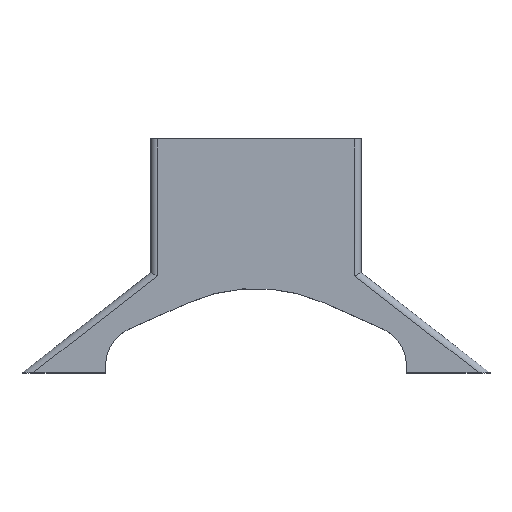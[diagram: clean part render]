
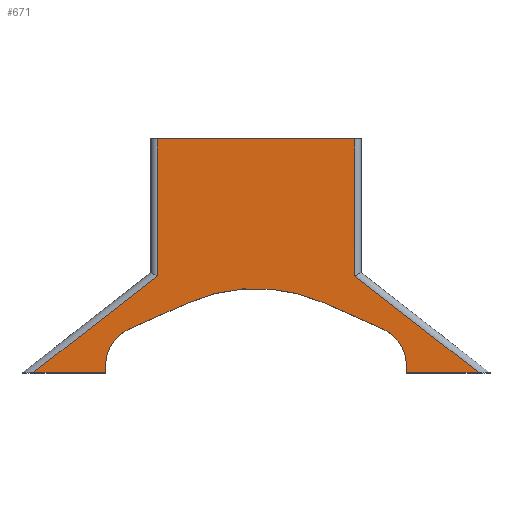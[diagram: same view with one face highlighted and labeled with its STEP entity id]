
A CAD part, top view. The second image highlights one B-rep face of the part: STEP entity #671.
In plain terms, the highlighted planar face has unit normal (0, 0, 1).
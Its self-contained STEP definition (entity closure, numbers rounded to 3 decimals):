
#3 = VERTEX_POINT ( 'NONE', #409 ) ;
#19 = CARTESIAN_POINT ( 'NONE',  ( 76.5, -71.327, 0. ) ) ;
#21 = DIRECTION ( 'NONE',  ( 0., 0., 1. ) ) ;
#22 = EDGE_CURVE ( 'NONE', #112, #160, #477, .T. ) ;
#29 = EDGE_CURVE ( 'NONE', #157, #128, #936, .T. ) ;
#39 = ORIENTED_EDGE ( 'NONE', *, *, #467, .T. ) ;
#43 = CARTESIAN_POINT ( 'NONE',  ( 0., -73.532, 0. ) ) ;
#48 = VERTEX_POINT ( 'NONE', #912 ) ;
#49 = AXIS2_PLACEMENT_3D ( 'NONE', #349, #690, #536 ) ;
#51 = CARTESIAN_POINT ( 'NONE',  ( 2., -44.509, 0. ) ) ;
#58 = VECTOR ( 'NONE', #215, 1000. ) ;
#73 = DIRECTION ( 'NONE',  ( 1., 0., 0. ) ) ;
#87 = LINE ( 'NONE', #121, #58 ) ;
#98 = CARTESIAN_POINT ( 'NONE',  ( -13.5, -71.334, 0. ) ) ;
#108 = ORIENTED_EDGE ( 'NONE', *, *, #544, .T. ) ;
#110 = CIRCLE ( 'NONE', #176, 12. ) ;
#112 = VERTEX_POINT ( 'NONE', #250 ) ;
#119 = EDGE_CURVE ( 'NONE', #48, #792, #237, .T. ) ;
#121 = CARTESIAN_POINT ( 'NONE',  ( 2., 0., 0. ) ) ;
#128 = VERTEX_POINT ( 'NONE', #187 ) ;
#134 = EDGE_CURVE ( 'NONE', #387, #48, #572, .T. ) ;
#142 = VECTOR ( 'NONE', #168, 1000. ) ;
#150 = DIRECTION ( 'NONE',  ( 1., 0., 0. ) ) ;
#157 = VERTEX_POINT ( 'NONE', #844 ) ;
#160 = VERTEX_POINT ( 'NONE', #19 ) ;
#167 = DIRECTION ( 'NONE',  ( -0.789, -0.615, 0. ) ) ;
#168 = DIRECTION ( 'NONE',  ( 0.914, 0.406, 0. ) ) ;
#176 = AXIS2_PLACEMENT_3D ( 'NONE', #232, #666, #150 ) ;
#187 = CARTESIAN_POINT ( 'NONE',  ( 11.243, -52.548, 0. ) ) ;
#203 = DIRECTION ( 'NONE',  ( -0.789, 0.615, 0. ) ) ;
#210 = EDGE_CURVE ( 'NONE', #388, #128, #1035, .T. ) ;
#215 = DIRECTION ( 'NONE',  ( 0., -1., 0. ) ) ;
#232 = CARTESIAN_POINT ( 'NONE',  ( 64.5, -71.327, 0. ) ) ;
#237 = LINE ( 'NONE', #519, #911 ) ;
#249 = ORIENTED_EDGE ( 'NONE', *, *, #134, .T. ) ;
#250 = CARTESIAN_POINT ( 'NONE',  ( 76.5, -73.532, 0. ) ) ;
#253 = DIRECTION ( 'NONE',  ( 1., 0., 0. ) ) ;
#255 = ORIENTED_EDGE ( 'NONE', *, *, #641, .T. ) ;
#258 = PLANE ( 'NONE',  #49 ) ;
#259 = VECTOR ( 'NONE', #346, 1000. ) ;
#288 = DIRECTION ( 'NONE',  ( -1., 0., 0. ) ) ;
#295 = ORIENTED_EDGE ( 'NONE', *, *, #29, .T. ) ;
#303 = VECTOR ( 'NONE', #288, 1000. ) ;
#314 = CARTESIAN_POINT ( 'NONE',  ( 21.338, -48.067, 0. ) ) ;
#315 = LINE ( 'NONE', #951, #426 ) ;
#320 = ORIENTED_EDGE ( 'NONE', *, *, #942, .T. ) ;
#341 = VECTOR ( 'NONE', #73, 1000. ) ;
#346 = DIRECTION ( 'NONE',  ( 1., 0., 0. ) ) ;
#349 = CARTESIAN_POINT ( 'NONE',  ( 0., 0., 0. ) ) ;
#354 = EDGE_CURVE ( 'NONE', #832, #388, #759, .T. ) ;
#357 = VECTOR ( 'NONE', #796, 1000. ) ;
#381 = CARTESIAN_POINT ( 'NONE',  ( 51.857, -52.566, 0. ) ) ;
#387 = VERTEX_POINT ( 'NONE', #883 ) ;
#388 = VERTEX_POINT ( 'NONE', #381 ) ;
#409 = CARTESIAN_POINT ( 'NONE',  ( 98.246, -73.532, 0. ) ) ;
#410 = DIRECTION ( 'NONE',  ( 0., 1., 0. ) ) ;
#413 = VECTOR ( 'NONE', #167, 1000. ) ;
#426 = VECTOR ( 'NONE', #203, 1000. ) ;
#427 = DIRECTION ( 'NONE',  ( 0., 1., 0. ) ) ;
#466 = CARTESIAN_POINT ( 'NONE',  ( 69.379, -60.363, 0. ) ) ;
#467 = EDGE_CURVE ( 'NONE', #832, #160, #110, .T. ) ;
#470 = VERTEX_POINT ( 'NONE', #739 ) ;
#477 = LINE ( 'NONE', #687, #888 ) ;
#519 = CARTESIAN_POINT ( 'NONE',  ( -13.5, 0., 0. ) ) ;
#521 = CARTESIAN_POINT ( 'NONE',  ( -1.5, -71.334, 0. ) ) ;
#523 = CIRCLE ( 'NONE', #985, 12. ) ;
#534 = CARTESIAN_POINT ( 'NONE',  ( 31.53, -98.248, 0. ) ) ;
#536 = DIRECTION ( 'NONE',  ( 1., 0., 0. ) ) ;
#544 = EDGE_CURVE ( 'NONE', #470, #954, #586, .T. ) ;
#572 = LINE ( 'NONE', #610, #259 ) ;
#579 = EDGE_CURVE ( 'NONE', #792, #157, #523, .T. ) ;
#583 = CARTESIAN_POINT ( 'NONE',  ( 0., -3.532, 0. ) ) ;
#586 = LINE ( 'NONE', #1068, #707 ) ;
#596 = DIRECTION ( 'NONE',  ( 1., 0., 0. ) ) ;
#608 = ORIENTED_EDGE ( 'NONE', *, *, #354, .F. ) ;
#610 = CARTESIAN_POINT ( 'NONE',  ( 0., -73.532, 0. ) ) ;
#641 = EDGE_CURVE ( 'NONE', #1012, #387, #933, .T. ) ;
#664 = ORIENTED_EDGE ( 'NONE', *, *, #1027, .F. ) ;
#666 = DIRECTION ( 'NONE',  ( 0., 0., -1. ) ) ;
#671 = ADVANCED_FACE ( 'NONE', ( #909 ), #258, .T. ) ;
#687 = CARTESIAN_POINT ( 'NONE',  ( 76.5, 0., 0. ) ) ;
#690 = DIRECTION ( 'NONE',  ( 0., 0., 1. ) ) ;
#695 = ORIENTED_EDGE ( 'NONE', *, *, #210, .F. ) ;
#707 = VECTOR ( 'NONE', #410, 1000. ) ;
#712 = ORIENTED_EDGE ( 'NONE', *, *, #958, .F. ) ;
#739 = CARTESIAN_POINT ( 'NONE',  ( 61., -44.509, 0. ) ) ;
#741 = LINE ( 'NONE', #43, #303 ) ;
#759 = LINE ( 'NONE', #799, #357 ) ;
#792 = VERTEX_POINT ( 'NONE', #98 ) ;
#796 = DIRECTION ( 'NONE',  ( -0.914, 0.407, 0. ) ) ;
#799 = CARTESIAN_POINT ( 'NONE',  ( -10.954, -24.617, 0. ) ) ;
#805 = ORIENTED_EDGE ( 'NONE', *, *, #849, .T. ) ;
#832 = VERTEX_POINT ( 'NONE', #466 ) ;
#844 = CARTESIAN_POINT ( 'NONE',  ( -6.369, -60.366, 0. ) ) ;
#846 = CARTESIAN_POINT ( 'NONE',  ( 22.335, -28.664, 0. ) ) ;
#849 = EDGE_CURVE ( 'NONE', #3, #470, #315, .T. ) ;
#875 = ORIENTED_EDGE ( 'NONE', *, *, #22, .F. ) ;
#883 = CARTESIAN_POINT ( 'NONE',  ( -35.246, -73.532, 0. ) ) ;
#886 = CARTESIAN_POINT ( 'NONE',  ( 2., -3.532, 0. ) ) ;
#888 = VECTOR ( 'NONE', #1069, 1000. ) ;
#890 = CARTESIAN_POINT ( 'NONE',  ( 61., -3.532, 0. ) ) ;
#909 = FACE_OUTER_BOUND ( 'NONE', #1038, .T. ) ;
#911 = VECTOR ( 'NONE', #427, 1000. ) ;
#912 = CARTESIAN_POINT ( 'NONE',  ( -13.5, -73.532, 0. ) ) ;
#919 = LINE ( 'NONE', #583, #341 ) ;
#924 = ORIENTED_EDGE ( 'NONE', *, *, #119, .T. ) ;
#931 = AXIS2_PLACEMENT_3D ( 'NONE', #534, #21, #253 ) ;
#933 = LINE ( 'NONE', #846, #413 ) ;
#936 = LINE ( 'NONE', #314, #142 ) ;
#942 = EDGE_CURVE ( 'NONE', #1025, #1012, #87, .T. ) ;
#951 = CARTESIAN_POINT ( 'NONE',  ( 61.771, -45.11, 0. ) ) ;
#954 = VERTEX_POINT ( 'NONE', #890 ) ;
#958 = EDGE_CURVE ( 'NONE', #3, #112, #741, .T. ) ;
#985 = AXIS2_PLACEMENT_3D ( 'NONE', #521, #995, #596 ) ;
#995 = DIRECTION ( 'NONE',  ( 0., 0., -1. ) ) ;
#1012 = VERTEX_POINT ( 'NONE', #51 ) ;
#1025 = VERTEX_POINT ( 'NONE', #886 ) ;
#1027 = EDGE_CURVE ( 'NONE', #1025, #954, #919, .T. ) ;
#1035 = CIRCLE ( 'NONE', #931, 50. ) ;
#1036 = ORIENTED_EDGE ( 'NONE', *, *, #579, .T. ) ;
#1038 = EDGE_LOOP ( 'NONE', ( #712, #805, #108, #664, #320, #255, #249, #924, #1036, #295, #695, #608, #39, #875 ) ) ;
#1068 = CARTESIAN_POINT ( 'NONE',  ( 61., -3.532, 0. ) ) ;
#1069 = DIRECTION ( 'NONE',  ( 0., 1., 0. ) ) ;
